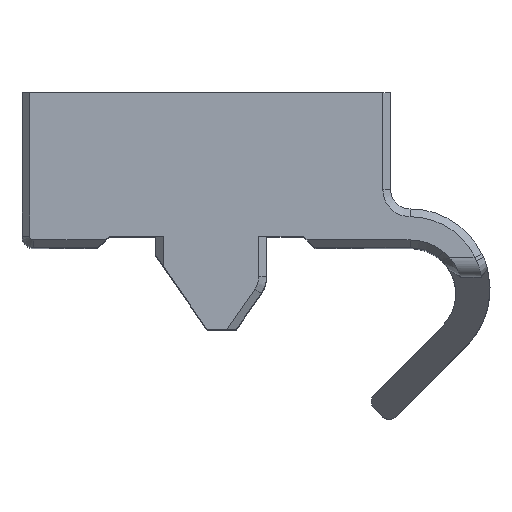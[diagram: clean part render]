
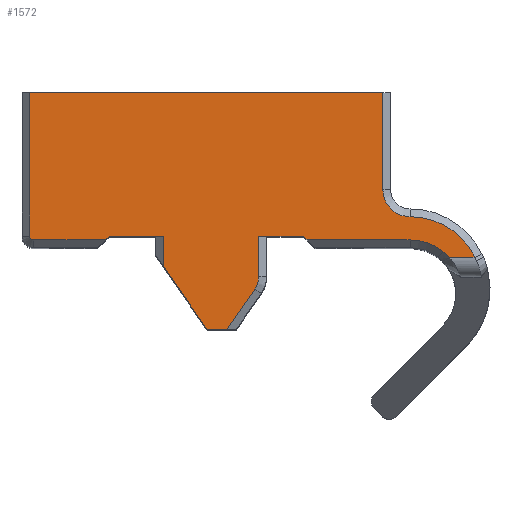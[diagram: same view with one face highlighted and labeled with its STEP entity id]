
A CAD part, top view. The second image highlights one B-rep face of the part: STEP entity #1572.
In plain terms, the highlighted planar face has unit normal (0, 0, 1).
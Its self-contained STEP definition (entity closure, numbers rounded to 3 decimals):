
#54=B_SPLINE_CURVE_WITH_KNOTS('',3,(#2570,#2571,#2572,#2573),
 .UNSPECIFIED.,.F.,.F.,(4,4),(0.472,0.513),
 .UNSPECIFIED.);
#118=CIRCLE('',#1700,2.758);
#120=CIRCLE('',#1705,1.1);
#121=CIRCLE('',#1706,3.724);
#122=CIRCLE('',#1707,1.4);
#123=CIRCLE('',#1708,0.2);
#169=FACE_OUTER_BOUND('',#258,.T.);
#258=EDGE_LOOP('',(#1230,#1231,#1232,#1233,#1234,#1235,#1236,#1237,#1238,
#1239,#1240,#1241,#1242,#1243,#1244,#1245,#1246,#1247,#1248,#1249,#1250));
#343=LINE('',#2350,#502);
#355=LINE('',#2372,#514);
#359=LINE('',#2379,#518);
#370=LINE('',#2405,#529);
#377=LINE('',#2426,#536);
#380=LINE('',#2431,#539);
#391=LINE('',#2469,#550);
#394=LINE('',#2475,#553);
#403=LINE('',#2584,#562);
#404=LINE('',#2587,#563);
#405=LINE('',#2589,#564);
#406=LINE('',#2595,#565);
#407=LINE('',#2597,#566);
#408=LINE('',#2599,#567);
#409=LINE('',#2602,#568);
#502=VECTOR('',#1859,10.);
#514=VECTOR('',#1875,10.);
#518=VECTOR('',#1879,10.);
#529=VECTOR('',#1904,10.);
#536=VECTOR('',#1927,10.);
#539=VECTOR('',#1932,10.);
#550=VECTOR('',#1959,10.);
#553=VECTOR('',#1964,10.);
#562=VECTOR('',#1985,10.);
#563=VECTOR('',#1988,10.);
#564=VECTOR('',#1989,10.);
#565=VECTOR('',#1994,10.);
#566=VECTOR('',#1995,10.);
#567=VECTOR('',#1996,10.);
#568=VECTOR('',#1999,10.);
#678=VERTEX_POINT('',#2347);
#679=VERTEX_POINT('',#2349);
#687=VERTEX_POINT('',#2371);
#689=VERTEX_POINT('',#2376);
#690=VERTEX_POINT('',#2378);
#698=VERTEX_POINT('',#2404);
#703=VERTEX_POINT('',#2423);
#704=VERTEX_POINT('',#2425);
#705=VERTEX_POINT('',#2429);
#720=VERTEX_POINT('',#2473);
#722=VERTEX_POINT('',#2478);
#723=VERTEX_POINT('',#2522);
#730=VERTEX_POINT('',#2583);
#731=VERTEX_POINT('',#2585);
#732=VERTEX_POINT('',#2588);
#733=VERTEX_POINT('',#2590);
#734=VERTEX_POINT('',#2592);
#735=VERTEX_POINT('',#2594);
#736=VERTEX_POINT('',#2596);
#737=VERTEX_POINT('',#2598);
#738=VERTEX_POINT('',#2600);
#841=EDGE_CURVE('',#679,#678,#343,.T.);
#853=EDGE_CURVE('',#687,#679,#355,.T.);
#857=EDGE_CURVE('',#690,#689,#359,.T.);
#870=EDGE_CURVE('',#698,#690,#370,.T.);
#880=EDGE_CURVE('',#704,#703,#377,.T.);
#883=EDGE_CURVE('',#703,#705,#380,.T.);
#900=EDGE_CURVE('',#704,#689,#391,.T.);
#903=EDGE_CURVE('',#720,#678,#394,.T.);
#905=EDGE_CURVE('',#722,#720,#118,.T.);
#914=EDGE_CURVE('',#723,#722,#54,.T.);
#918=EDGE_CURVE('',#730,#705,#403,.T.);
#919=EDGE_CURVE('',#731,#730,#120,.T.);
#920=EDGE_CURVE('',#687,#731,#404,.T.);
#921=EDGE_CURVE('',#732,#723,#405,.T.);
#922=EDGE_CURVE('',#733,#732,#121,.T.);
#923=EDGE_CURVE('',#734,#733,#122,.T.);
#924=EDGE_CURVE('',#735,#734,#406,.T.);
#925=EDGE_CURVE('',#735,#736,#407,.T.);
#926=EDGE_CURVE('',#737,#736,#408,.T.);
#927=EDGE_CURVE('',#738,#737,#123,.T.);
#928=EDGE_CURVE('',#698,#738,#409,.T.);
#1230=ORIENTED_EDGE('',*,*,#900,.F.);
#1231=ORIENTED_EDGE('',*,*,#880,.T.);
#1232=ORIENTED_EDGE('',*,*,#883,.T.);
#1233=ORIENTED_EDGE('',*,*,#918,.F.);
#1234=ORIENTED_EDGE('',*,*,#919,.F.);
#1235=ORIENTED_EDGE('',*,*,#920,.F.);
#1236=ORIENTED_EDGE('',*,*,#853,.T.);
#1237=ORIENTED_EDGE('',*,*,#841,.T.);
#1238=ORIENTED_EDGE('',*,*,#903,.F.);
#1239=ORIENTED_EDGE('',*,*,#905,.F.);
#1240=ORIENTED_EDGE('',*,*,#914,.F.);
#1241=ORIENTED_EDGE('',*,*,#921,.F.);
#1242=ORIENTED_EDGE('',*,*,#922,.F.);
#1243=ORIENTED_EDGE('',*,*,#923,.F.);
#1244=ORIENTED_EDGE('',*,*,#924,.F.);
#1245=ORIENTED_EDGE('',*,*,#925,.T.);
#1246=ORIENTED_EDGE('',*,*,#926,.F.);
#1247=ORIENTED_EDGE('',*,*,#927,.F.);
#1248=ORIENTED_EDGE('',*,*,#928,.F.);
#1249=ORIENTED_EDGE('',*,*,#870,.T.);
#1250=ORIENTED_EDGE('',*,*,#857,.T.);
#1508=PLANE('',#1704);
#1572=ADVANCED_FACE('',(#169),#1508,.T.);
#1700=AXIS2_PLACEMENT_3D('',#2480,#1968,#1969);
#1704=AXIS2_PLACEMENT_3D('',#2582,#1983,#1984);
#1705=AXIS2_PLACEMENT_3D('',#2586,#1986,#1987);
#1706=AXIS2_PLACEMENT_3D('',#2591,#1990,#1991);
#1707=AXIS2_PLACEMENT_3D('',#2593,#1992,#1993);
#1708=AXIS2_PLACEMENT_3D('',#2601,#1997,#1998);
#1859=DIRECTION('',(0.707,-0.707,0.));
#1875=DIRECTION('',(1.,0.,0.));
#1879=DIRECTION('',(1.,0.,0.));
#1904=DIRECTION('',(0.707,0.707,0.));
#1927=DIRECTION('',(0.571,-0.821,0.));
#1932=DIRECTION('',(1.,0.,0.));
#1959=DIRECTION('',(0.,1.,0.));
#1964=DIRECTION('',(-1.,0.,0.));
#1968=DIRECTION('center_axis',(0.,0.,1.));
#1969=DIRECTION('ref_axis',(-0.707,0.707,0.));
#1983=DIRECTION('center_axis',(0.,0.,1.));
#1984=DIRECTION('ref_axis',(1.,0.,0.));
#1985=DIRECTION('',(-0.574,-0.819,0.));
#1986=DIRECTION('center_axis',(0.,0.,-1.));
#1987=DIRECTION('ref_axis',(0.819,-0.574,0.));
#1988=DIRECTION('',(0.,-1.,0.));
#1989=DIRECTION('',(-1.,0.,0.));
#1990=DIRECTION('center_axis',(0.,0.,-1.));
#1991=DIRECTION('ref_axis',(-0.707,0.707,0.));
#1992=DIRECTION('center_axis',(0.,0.,1.));
#1993=DIRECTION('ref_axis',(-0.707,-0.707,0.));
#1994=DIRECTION('',(0.,-1.,0.));
#1995=DIRECTION('',(-1.,0.,0.));
#1996=DIRECTION('',(0.,1.,0.));
#1997=DIRECTION('center_axis',(0.,0.,-1.));
#1998=DIRECTION('ref_axis',(-1.,0.,0.));
#1999=DIRECTION('',(-1.,0.,0.));
#2347=CARTESIAN_POINT('',(5.2,10.4,30.));
#2349=CARTESIAN_POINT('',(5.,10.6,30.));
#2350=CARTESIAN_POINT('',(5.,10.6,30.));
#2371=CARTESIAN_POINT('',(2.7,10.6,30.));
#2372=CARTESIAN_POINT('',(-5.,10.6,30.));
#2376=CARTESIAN_POINT('',(-2.2,10.6,30.));
#2378=CARTESIAN_POINT('',(-5.,10.6,30.));
#2379=CARTESIAN_POINT('',(-5.,10.6,30.));
#2404=CARTESIAN_POINT('',(-5.2,10.4,30.));
#2405=CARTESIAN_POINT('',(-5.6,10.,30.));
#2423=CARTESIAN_POINT('',(0.041,5.8,30.));
#2425=CARTESIAN_POINT('',(-2.2,9.024,30.));
#2426=CARTESIAN_POINT('',(-2.6,9.6,30.));
#2429=CARTESIAN_POINT('',(1.052,5.8,30.));
#2431=CARTESIAN_POINT('',(0.041,5.8,30.));
#2469=CARTESIAN_POINT('',(-2.2,12.3,30.));
#2473=CARTESIAN_POINT('',(10.5,10.4,30.));
#2475=CARTESIAN_POINT('',(2.8,10.4,30.));
#2478=CARTESIAN_POINT('',(12.198,9.815,30.));
#2480=CARTESIAN_POINT('Origin',(10.5,7.642,30.));
#2522=CARTESIAN_POINT('',(12.536,9.5,30.));
#2570=CARTESIAN_POINT('Ctrl Pts',(12.536,9.5,30.));
#2571=CARTESIAN_POINT('Ctrl Pts',(12.432,9.618,30.));
#2572=CARTESIAN_POINT('Ctrl Pts',(12.319,9.72,30.));
#2573=CARTESIAN_POINT('Ctrl Pts',(12.198,9.815,30.));
#2582=CARTESIAN_POINT('Origin',(0.,14.,30.));
#2583=CARTESIAN_POINT('',(2.501,7.869,30.));
#2584=CARTESIAN_POINT('',(2.886,8.419,30.));
#2585=CARTESIAN_POINT('',(2.7,8.5,30.));
#2586=CARTESIAN_POINT('Origin',(1.6,8.5,30.));
#2587=CARTESIAN_POINT('',(2.7,11.25,30.));
#2588=CARTESIAN_POINT('',(13.851,9.5,30.));
#2589=CARTESIAN_POINT('',(1.55,9.5,30.));
#2590=CARTESIAN_POINT('',(10.5,11.6,30.));
#2591=CARTESIAN_POINT('Origin',(10.5,7.876,30.));
#2592=CARTESIAN_POINT('',(9.1,13.,30.));
#2593=CARTESIAN_POINT('Origin',(10.5,13.,30.));
#2594=CARTESIAN_POINT('',(9.1,18.,30.));
#2595=CARTESIAN_POINT('',(9.1,13.,30.));
#2596=CARTESIAN_POINT('',(-9.1,18.,30.));
#2597=CARTESIAN_POINT('',(9.5,18.,30.));
#2598=CARTESIAN_POINT('',(-9.1,10.6,30.));
#2599=CARTESIAN_POINT('',(-9.1,16.,30.));
#2600=CARTESIAN_POINT('',(-8.9,10.4,30.));
#2601=CARTESIAN_POINT('Origin',(-8.9,10.6,30.));
#2602=CARTESIAN_POINT('',(-4.45,10.4,30.));
